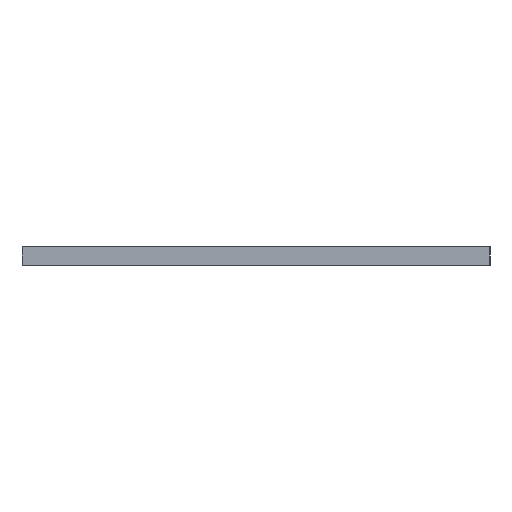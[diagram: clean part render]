
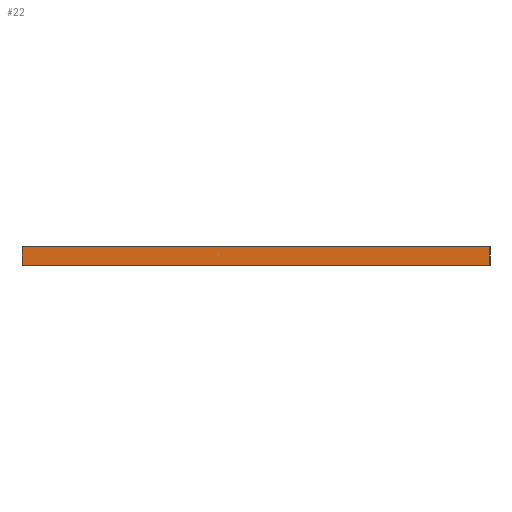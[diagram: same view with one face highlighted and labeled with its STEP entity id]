
A CAD part, left-side view. The second image highlights one B-rep face of the part: STEP entity #22.
In plain terms, the highlighted planar face has unit normal (-1, 0, 0).
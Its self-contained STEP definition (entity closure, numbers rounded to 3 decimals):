
#2 = VECTOR ( 'NONE', #940, 1000. ) ;
#20 = EDGE_CURVE ( 'NONE', #383, #880, #938, .T. ) ;
#22 = ADVANCED_FACE ( 'NONE', ( #166 ), #695, .F. ) ;
#66 = EDGE_CURVE ( 'NONE', #804, #383, #848, .T. ) ;
#123 = DIRECTION ( 'NONE',  ( 0., 0., -1. ) ) ;
#156 = CARTESIAN_POINT ( 'NONE',  ( -142.542, 60., 8. ) ) ;
#158 = ORIENTED_EDGE ( 'NONE', *, *, #20, .F. ) ;
#164 = EDGE_LOOP ( 'NONE', ( #1011, #158, #226, #264 ) ) ;
#166 = FACE_OUTER_BOUND ( 'NONE', #164, .T. ) ;
#195 = CARTESIAN_POINT ( 'NONE',  ( -142.542, 60., 8. ) ) ;
#209 = CARTESIAN_POINT ( 'NONE',  ( -142.542, -140., 8. ) ) ;
#214 = LINE ( 'NONE', #195, #785 ) ;
#226 = ORIENTED_EDGE ( 'NONE', *, *, #66, .F. ) ;
#264 = ORIENTED_EDGE ( 'NONE', *, *, #386, .T. ) ;
#295 = VECTOR ( 'NONE', #882, 1000. ) ;
#382 = DIRECTION ( 'NONE',  ( 0., 0., -1. ) ) ;
#383 = VERTEX_POINT ( 'NONE', #209 ) ;
#386 = EDGE_CURVE ( 'NONE', #804, #422, #214, .T. ) ;
#399 = AXIS2_PLACEMENT_3D ( 'NONE', #156, #692, #701 ) ;
#422 = VERTEX_POINT ( 'NONE', #670 ) ;
#461 = CARTESIAN_POINT ( 'NONE',  ( -142.542, 60., 8. ) ) ;
#485 = EDGE_CURVE ( 'NONE', #422, #880, #864, .T. ) ;
#612 = CARTESIAN_POINT ( 'NONE',  ( -142.542, -140., 8. ) ) ;
#670 = CARTESIAN_POINT ( 'NONE',  ( -142.542, 60., 0. ) ) ;
#692 = DIRECTION ( 'NONE',  ( 1., 0., 0. ) ) ;
#695 = PLANE ( 'NONE',  #399 ) ;
#701 = DIRECTION ( 'NONE',  ( 0., 1., 0. ) ) ;
#728 = VECTOR ( 'NONE', #382, 1000. ) ;
#781 = CARTESIAN_POINT ( 'NONE',  ( -142.542, 60., 8. ) ) ;
#785 = VECTOR ( 'NONE', #123, 1000. ) ;
#804 = VERTEX_POINT ( 'NONE', #461 ) ;
#848 = LINE ( 'NONE', #781, #2 ) ;
#864 = LINE ( 'NONE', #945, #295 ) ;
#880 = VERTEX_POINT ( 'NONE', #1027 ) ;
#882 = DIRECTION ( 'NONE',  ( 0., -1., 0. ) ) ;
#938 = LINE ( 'NONE', #612, #728 ) ;
#940 = DIRECTION ( 'NONE',  ( 0., -1., 0. ) ) ;
#945 = CARTESIAN_POINT ( 'NONE',  ( -142.542, 60., 0. ) ) ;
#1011 = ORIENTED_EDGE ( 'NONE', *, *, #485, .T. ) ;
#1027 = CARTESIAN_POINT ( 'NONE',  ( -142.542, -140., 0. ) ) ;
